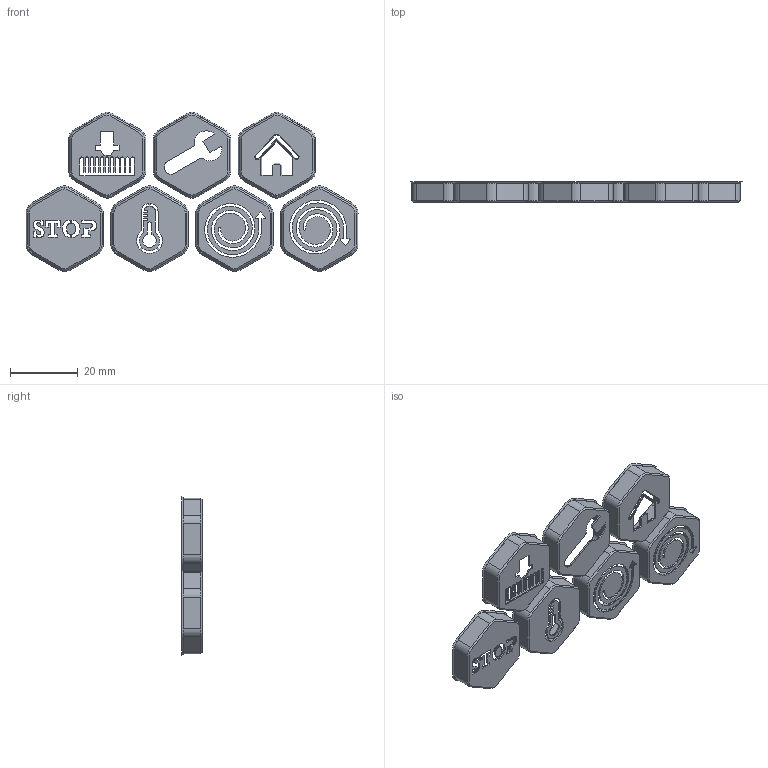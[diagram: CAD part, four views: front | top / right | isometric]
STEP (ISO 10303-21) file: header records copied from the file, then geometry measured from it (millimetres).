
FILE_DESCRIPTION (( 'STEP AP214' ), '1' );
FILE_NAME ('buttons.STEP', '2023-01-08T19:59:03', ( '' ), ( '' ), 'SwSTEP 2.0', 'SolidWorks 2022', '' );
FILE_SCHEMA (( 'AUTOMOTIVE_DESIGN' ));
Length unit declared in the file: millimetre
Products named in the file (1): buttons
Bounding box: 97.8 x 6 x 46.93 mm (x, y, z)
Volume: 3725.6 mm3; surface area: 11074.1 mm2
Topology: 7 solids, 7 shells, 599 faces, 1610 edges, 1039 vertices
Faces by surface type: plane 351, cylinder 129, cone 89, bspline 30
Entity records: 20586 total; most frequent: CARTESIAN_POINT 5303, ORIENTED_EDGE 3220, DIRECTION 3080, EDGE_CURVE 1610, VECTOR 1160, LINE 1160, VERTEX_POINT 1039, AXIS2_PLACEMENT_3D 960
